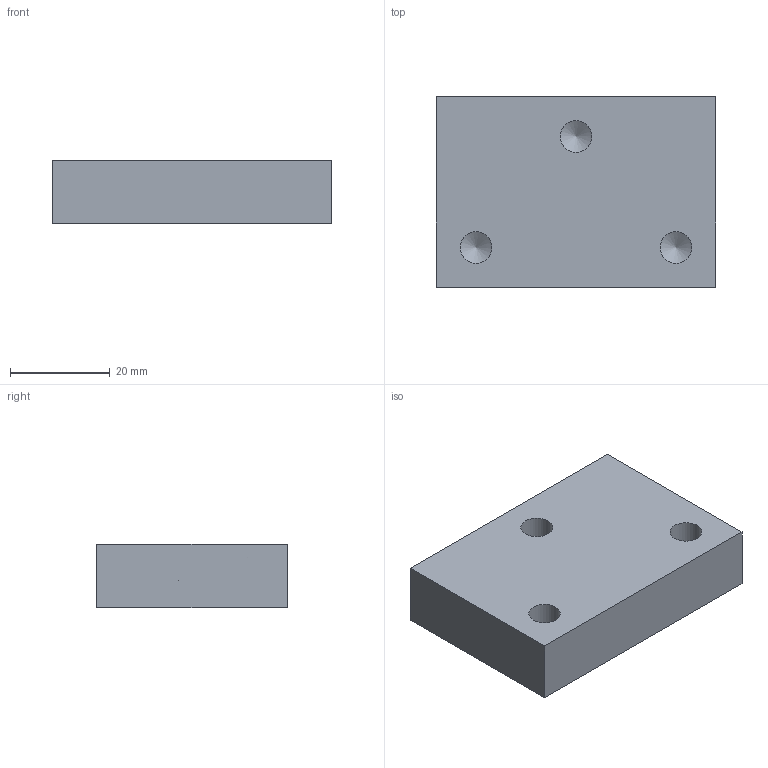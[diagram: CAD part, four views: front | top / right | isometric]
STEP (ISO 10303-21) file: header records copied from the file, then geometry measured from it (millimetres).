
FILE_DESCRIPTION(/* description */ (''),/* implementation_level */ '2;1');
FILE_NAME(/* name */ 'E2. bed base_3DP v5.step',/* time_stamp */ '2025-04-03T10:43:24-04:00',/* author */ (''),/* organization */ (''),/* preprocessor_version */ 'ST-DEVELOPER v20',/* originating_system */ 'Autodesk Translation Framework v13.14.0.145',/* authorisation */ '');
FILE_SCHEMA (('AUTOMOTIVE_DESIGN { 1 0 10303 214 3 1 1 }'));
Length unit declared in the file: inch
Products named in the file (1): E2. bed base_3DP
Bounding box: 55.88 x 38.1 x 12.7 mm (x, y, z)
Volume: 25900.1 mm3; surface area: 7316.3 mm2
Topology: 1 solids, 1 shells, 16 faces, 33 edges, 21 vertices
Faces by surface type: plane 8, cylinder 5, cone 3
Full cylindrical faces by diameter (mm): 6.35 x3, 6.9 x2
Entity records: 443 total; most frequent: DIRECTION 74, CARTESIAN_POINT 68, ORIENTED_EDGE 60, EDGE_CURVE 30, AXIS2_PLACEMENT_3D 27, EDGE_LOOP 21, VERTEX_POINT 21, LINE 20
